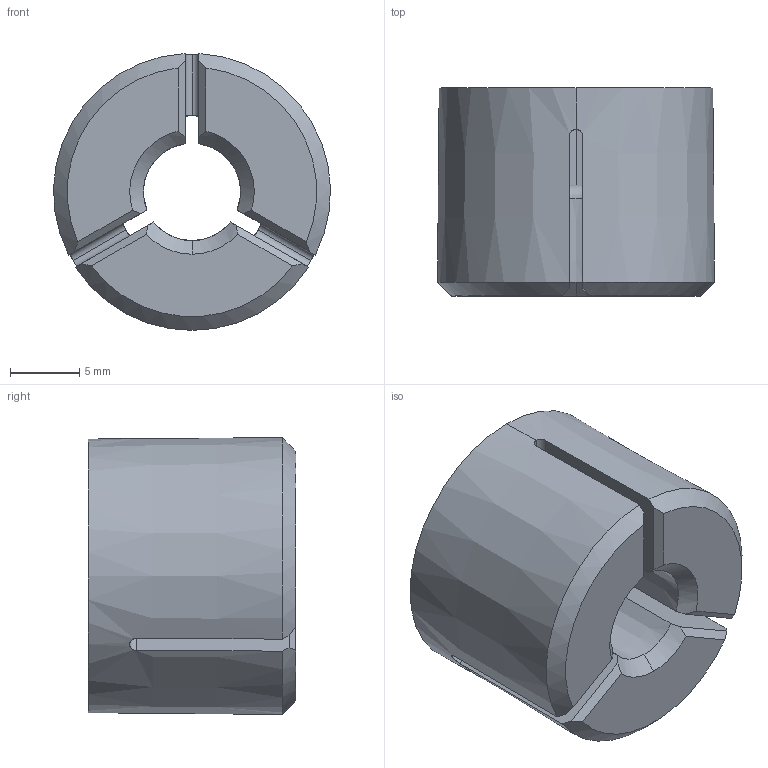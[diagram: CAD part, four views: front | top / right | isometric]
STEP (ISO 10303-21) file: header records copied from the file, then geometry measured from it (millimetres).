
FILE_DESCRIPTION (( 'STEP AP203' ), '1' );
FILE_NAME ('traxxas_collet.step', '2016-03-08T04:35:06', ( '' ), ( '' ), 'SwSTEP 2.0', 'SolidWorks 2015', '' );
FILE_SCHEMA (( 'CONFIG_CONTROL_DESIGN' ));
Length unit declared in the file: millimetre
Products named in the file (1): traxxas_collet
Bounding box: 19.98 x 15 x 19.97 mm (x, y, z)
Volume: 3416.6 mm3; surface area: 2146 mm2
Topology: 1 solids, 1 shells, 44 faces, 125 edges, 82 vertices
Faces by surface type: plane 19, cone 12, cylinder 8, torus 5
Entity records: 1629 total; most frequent: CARTESIAN_POINT 484, ORIENTED_EDGE 250, DIRECTION 194, EDGE_CURVE 125, VERTEX_POINT 82, AXIS2_PLACEMENT_3D 78, B_SPLINE_CURVE_WITH_KNOTS 48, EDGE_LOOP 45
